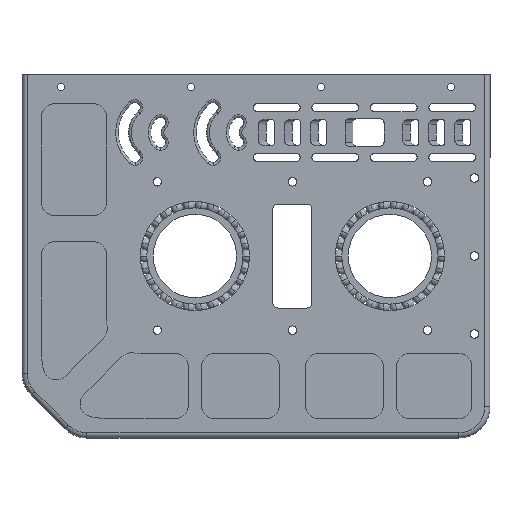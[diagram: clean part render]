
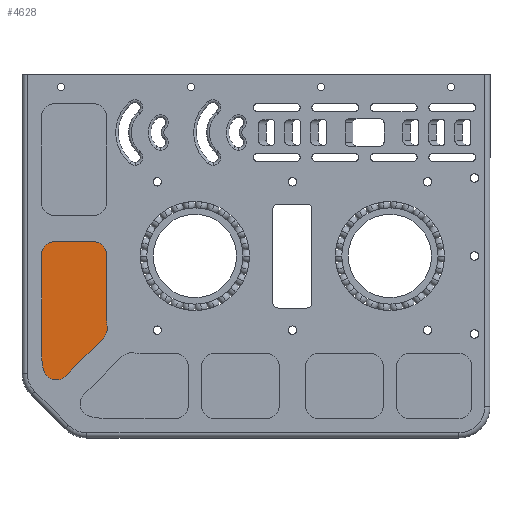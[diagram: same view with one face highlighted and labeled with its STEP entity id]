
A CAD part, left-side view. The second image highlights one B-rep face of the part: STEP entity #4628.
In plain terms, the highlighted planar face has unit normal (-1, 0, 0).
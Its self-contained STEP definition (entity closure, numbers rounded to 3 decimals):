
#76 = AXIS2_PLACEMENT_3D ( 'NONE', #2268, #10836, #7332 ) ;
#413 = CARTESIAN_POINT ( 'NONE',  ( 0., 82.5, 0.538 ) ) ;
#428 = DIRECTION ( 'NONE',  ( -1., 0., 0. ) ) ;
#666 = EDGE_CURVE ( 'NONE', #2362, #12249, #10136, .T. ) ;
#698 = PLANE ( 'NONE',  #4521 ) ;
#774 = DIRECTION ( 'NONE',  ( 0., 0., -1. ) ) ;
#898 = VERTEX_POINT ( 'NONE', #6129 ) ;
#1048 = LINE ( 'NONE', #9611, #8155 ) ;
#1480 = EDGE_CURVE ( 'NONE', #4167, #11348, #9804, .T. ) ;
#1500 = ORIENTED_EDGE ( 'NONE', *, *, #12318, .T. ) ;
#1513 = DIRECTION ( 'NONE',  ( 0., 1., 0. ) ) ;
#2268 = CARTESIAN_POINT ( 'NONE',  ( 0., 76.819, -42.676 ) ) ;
#2362 = VERTEX_POINT ( 'NONE', #9535 ) ;
#2539 = ORIENTED_EDGE ( 'NONE', *, *, #5783, .T. ) ;
#2573 = LINE ( 'NONE', #11133, #11835 ) ;
#2702 = ORIENTED_EDGE ( 'NONE', *, *, #1480, .T. ) ;
#2991 = CIRCLE ( 'NONE', #4784, 5. ) ;
#3031 = ORIENTED_EDGE ( 'NONE', *, *, #4945, .T. ) ;
#3151 = EDGE_CURVE ( 'NONE', #12249, #4167, #9674, .T. ) ;
#3219 = AXIS2_PLACEMENT_3D ( 'NONE', #7749, #428, #12037 ) ;
#3717 = ORIENTED_EDGE ( 'NONE', *, *, #666, .T. ) ;
#3813 = VERTEX_POINT ( 'NONE', #13517 ) ;
#3820 = ORIENTED_EDGE ( 'NONE', *, *, #3151, .T. ) ;
#4063 = CIRCLE ( 'NONE', #5855, 5. ) ;
#4072 = AXIS2_PLACEMENT_3D ( 'NONE', #9351, #10398, #774 ) ;
#4167 = VERTEX_POINT ( 'NONE', #7931 ) ;
#4344 = EDGE_CURVE ( 'NONE', #6465, #3813, #4063, .T. ) ;
#4489 = DIRECTION ( 'NONE',  ( 0., 0., -1. ) ) ;
#4521 = AXIS2_PLACEMENT_3D ( 'NONE', #6896, #13435, #5002 ) ;
#4628 = ADVANCED_FACE ( 'NONE', ( #10324 ), #698, .F. ) ;
#4784 = AXIS2_PLACEMENT_3D ( 'NONE', #6799, #9131, #13415 ) ;
#4945 = EDGE_CURVE ( 'NONE', #898, #13483, #9898, .T. ) ;
#5002 = DIRECTION ( 'NONE',  ( 0., 0., -1. ) ) ;
#5066 = VECTOR ( 'NONE', #12979, 1000. ) ;
#5333 = LINE ( 'NONE', #11921, #6566 ) ;
#5686 = EDGE_CURVE ( 'NONE', #3813, #6240, #11288, .T. ) ;
#5783 = EDGE_CURVE ( 'NONE', #6751, #6465, #7476, .T. ) ;
#5855 = AXIS2_PLACEMENT_3D ( 'NONE', #6081, #13470, #6929 ) ;
#5876 = AXIS2_PLACEMENT_3D ( 'NONE', #8174, #9092, #13516 ) ;
#5963 = DIRECTION ( 'NONE',  ( -1., 0., 0. ) ) ;
#6081 = CARTESIAN_POINT ( 'NONE',  ( 0., 76.819, -42.676 ) ) ;
#6129 = CARTESIAN_POINT ( 'NONE',  ( 0., 77.5, 5.538 ) ) ;
#6240 = VERTEX_POINT ( 'NONE', #12013 ) ;
#6465 = VERTEX_POINT ( 'NONE', #10661 ) ;
#6566 = VECTOR ( 'NONE', #4489, 1000. ) ;
#6751 = VERTEX_POINT ( 'NONE', #12556 ) ;
#6799 = CARTESIAN_POINT ( 'NONE',  ( 0., 62.5, 0.538 ) ) ;
#6896 = CARTESIAN_POINT ( 'NONE',  ( 0., -75., 0. ) ) ;
#6929 = DIRECTION ( 'NONE',  ( 0., 0., -1. ) ) ;
#7332 = DIRECTION ( 'NONE',  ( 0., 0., -1. ) ) ;
#7476 = CIRCLE ( 'NONE', #3219, 25. ) ;
#7585 = CARTESIAN_POINT ( 'NONE',  ( 0., 62.5, 5.538 ) ) ;
#7749 = CARTESIAN_POINT ( 'NONE',  ( 0., 57.5, -37.5 ) ) ;
#7931 = CARTESIAN_POINT ( 'NONE',  ( 0., 57.5, -25. ) ) ;
#7968 = ORIENTED_EDGE ( 'NONE', *, *, #4344, .T. ) ;
#8142 = CARTESIAN_POINT ( 'NONE',  ( 0., 57.304, -27.203 ) ) ;
#8155 = VECTOR ( 'NONE', #10085, 1000. ) ;
#8174 = CARTESIAN_POINT ( 'NONE',  ( 0., 62.226, -28.084 ) ) ;
#8836 = EDGE_CURVE ( 'NONE', #12118, #898, #2573, .T. ) ;
#9092 = DIRECTION ( 'NONE',  ( -1., 0., 0. ) ) ;
#9131 = DIRECTION ( 'NONE',  ( -1., 0., 0. ) ) ;
#9193 = CARTESIAN_POINT ( 'NONE',  ( 0., 77.5, 0.538 ) ) ;
#9351 = CARTESIAN_POINT ( 'NONE',  ( 0., 45., -25. ) ) ;
#9382 = CARTESIAN_POINT ( 'NONE',  ( 0., 57.5, 0.538 ) ) ;
#9535 = CARTESIAN_POINT ( 'NONE',  ( 0., 58.691, -31.62 ) ) ;
#9611 = CARTESIAN_POINT ( 'NONE',  ( 0., 58.691, -31.62 ) ) ;
#9674 = CIRCLE ( 'NONE', #4072, 12.5 ) ;
#9804 = LINE ( 'NONE', #13106, #5066 ) ;
#9898 = CIRCLE ( 'NONE', #13277, 5. ) ;
#10085 = DIRECTION ( 'NONE',  ( 0., -0.707, 0.707 ) ) ;
#10136 = CIRCLE ( 'NONE', #5876, 5. ) ;
#10242 = DIRECTION ( 'NONE',  ( 0., 0., -1. ) ) ;
#10324 = FACE_OUTER_BOUND ( 'NONE', #11751, .T. ) ;
#10398 = DIRECTION ( 'NONE',  ( 1., 0., 0. ) ) ;
#10477 = ORIENTED_EDGE ( 'NONE', *, *, #8836, .T. ) ;
#10661 = CARTESIAN_POINT ( 'NONE',  ( 0., 81.648, -43.97 ) ) ;
#10836 = DIRECTION ( 'NONE',  ( -1., 0., 0. ) ) ;
#11133 = CARTESIAN_POINT ( 'NONE',  ( 0., 77.5, 5.538 ) ) ;
#11288 = CIRCLE ( 'NONE', #76, 5. ) ;
#11348 = VERTEX_POINT ( 'NONE', #9382 ) ;
#11751 = EDGE_LOOP ( 'NONE', ( #3031, #12808, #2539, #7968, #12804, #13792, #3717, #3820, #2702, #1500, #10477 ) ) ;
#11835 = VECTOR ( 'NONE', #1513, 1000. ) ;
#11921 = CARTESIAN_POINT ( 'NONE',  ( 0., 82.5, -37.5 ) ) ;
#12013 = CARTESIAN_POINT ( 'NONE',  ( 0., 73.283, -46.212 ) ) ;
#12037 = DIRECTION ( 'NONE',  ( 0., 0., -1. ) ) ;
#12118 = VERTEX_POINT ( 'NONE', #7585 ) ;
#12249 = VERTEX_POINT ( 'NONE', #8142 ) ;
#12318 = EDGE_CURVE ( 'NONE', #11348, #12118, #2991, .T. ) ;
#12551 = EDGE_CURVE ( 'NONE', #13483, #6751, #5333, .T. ) ;
#12556 = CARTESIAN_POINT ( 'NONE',  ( 0., 82.5, -37.5 ) ) ;
#12589 = EDGE_CURVE ( 'NONE', #6240, #2362, #1048, .T. ) ;
#12804 = ORIENTED_EDGE ( 'NONE', *, *, #5686, .T. ) ;
#12808 = ORIENTED_EDGE ( 'NONE', *, *, #12551, .T. ) ;
#12979 = DIRECTION ( 'NONE',  ( 0., 0., 1. ) ) ;
#13106 = CARTESIAN_POINT ( 'NONE',  ( 0., 57.5, 0.538 ) ) ;
#13277 = AXIS2_PLACEMENT_3D ( 'NONE', #9193, #5963, #10242 ) ;
#13415 = DIRECTION ( 'NONE',  ( 0., 0., -1. ) ) ;
#13435 = DIRECTION ( 'NONE',  ( 1., 0., 0. ) ) ;
#13470 = DIRECTION ( 'NONE',  ( -1., 0., 0. ) ) ;
#13483 = VERTEX_POINT ( 'NONE', #413 ) ;
#13516 = DIRECTION ( 'NONE',  ( 0., 0., -1. ) ) ;
#13517 = CARTESIAN_POINT ( 'NONE',  ( 0., 76.819, -47.676 ) ) ;
#13792 = ORIENTED_EDGE ( 'NONE', *, *, #12589, .T. ) ;
